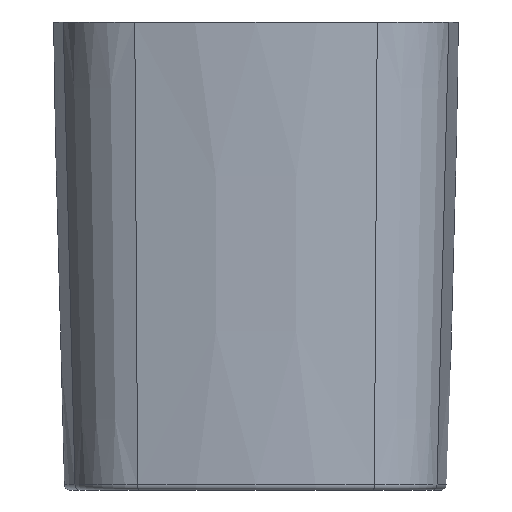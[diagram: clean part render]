
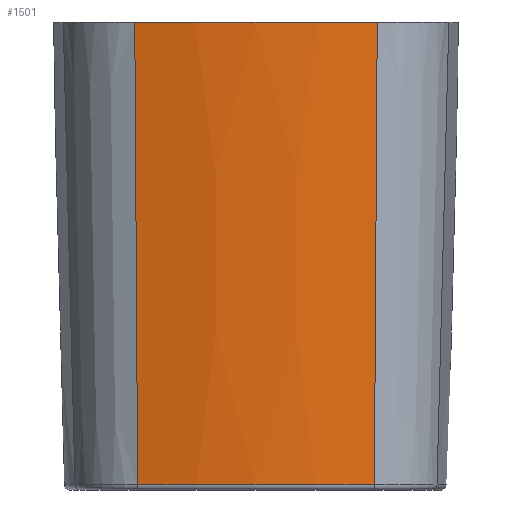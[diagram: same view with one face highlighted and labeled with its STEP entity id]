
A CAD part, front view. The second image highlights one B-rep face of the part: STEP entity #1501.
In plain terms, the highlighted conical face has half-angle 1.5 degrees and reference radius 30.05 mm.
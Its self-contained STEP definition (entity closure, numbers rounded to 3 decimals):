
#21 = VERTEX_POINT ( 'NONE', #683 ) ;
#61 = CIRCLE ( 'NONE', #334, 29.343 ) ;
#68 = ORIENTED_EDGE ( 'NONE', *, *, #2136, .F. ) ;
#81 = VERTEX_POINT ( 'NONE', #2041 ) ;
#91 = ORIENTED_EDGE ( 'NONE', *, *, #1205, .F. ) ;
#137 = CARTESIAN_POINT ( 'NONE',  ( 0., 19.475, -1.008 ) ) ;
#256 = CONICAL_SURFACE ( 'NONE', #1955, 30.05, 0.026 ) ;
#283 = LINE ( 'NONE', #1457, #1625 ) ;
#296 = DIRECTION ( 'NONE',  ( 0., 0., 1. ) ) ;
#334 = AXIS2_PLACEMENT_3D ( 'NONE', #137, #296, #2101 ) ;
#335 = VECTOR ( 'NONE', #2060, 1000. ) ;
#459 = DIRECTION ( 'NONE',  ( -1., 0., 0. ) ) ;
#478 = VERTEX_POINT ( 'NONE', #866 ) ;
#489 = LINE ( 'NONE', #922, #335 ) ;
#585 = ORIENTED_EDGE ( 'NONE', *, *, #1626, .T. ) ;
#605 = DIRECTION ( 'NONE',  ( -0.006, 0.025, -1. ) ) ;
#643 = CARTESIAN_POINT ( 'NONE',  ( 0., 19.475, 26. ) ) ;
#683 = CARTESIAN_POINT ( 'NONE',  ( -6.905, -9.044, -1.008 ) ) ;
#866 = CARTESIAN_POINT ( 'NONE',  ( 6.905, -9.044, -1.008 ) ) ;
#922 = CARTESIAN_POINT ( 'NONE',  ( -7.072, -9.731, 26. ) ) ;
#1071 = DIRECTION ( 'NONE',  ( 0., 0., 1. ) ) ;
#1108 = AXIS2_PLACEMENT_3D ( 'NONE', #643, #1309, #459 ) ;
#1205 = EDGE_CURVE ( 'NONE', #81, #478, #283, .T. ) ;
#1267 = EDGE_LOOP ( 'NONE', ( #585, #1937, #91, #68 ) ) ;
#1271 = EDGE_CURVE ( 'NONE', #21, #478, #61, .T. ) ;
#1309 = DIRECTION ( 'NONE',  ( 0., 0., 1. ) ) ;
#1457 = CARTESIAN_POINT ( 'NONE',  ( 7.072, -9.731, 26. ) ) ;
#1501 = ADVANCED_FACE ( 'NONE', ( #2066 ), #256, .T. ) ;
#1566 = DIRECTION ( 'NONE',  ( -1., 0., 0. ) ) ;
#1603 = CARTESIAN_POINT ( 'NONE',  ( -7.072, -9.731, 26. ) ) ;
#1623 = CIRCLE ( 'NONE', #1108, 30.05 ) ;
#1625 = VECTOR ( 'NONE', #605, 1000. ) ;
#1626 = EDGE_CURVE ( 'NONE', #2019, #21, #489, .T. ) ;
#1937 = ORIENTED_EDGE ( 'NONE', *, *, #1271, .T. ) ;
#1955 = AXIS2_PLACEMENT_3D ( 'NONE', #2025, #1071, #1566 ) ;
#2019 = VERTEX_POINT ( 'NONE', #1603 ) ;
#2025 = CARTESIAN_POINT ( 'NONE',  ( 0., 19.475, 26. ) ) ;
#2041 = CARTESIAN_POINT ( 'NONE',  ( 7.072, -9.731, 26. ) ) ;
#2060 = DIRECTION ( 'NONE',  ( 0.006, 0.025, -1. ) ) ;
#2066 = FACE_OUTER_BOUND ( 'NONE', #1267, .T. ) ;
#2101 = DIRECTION ( 'NONE',  ( 1., 0., 0. ) ) ;
#2136 = EDGE_CURVE ( 'NONE', #2019, #81, #1623, .T. ) ;
